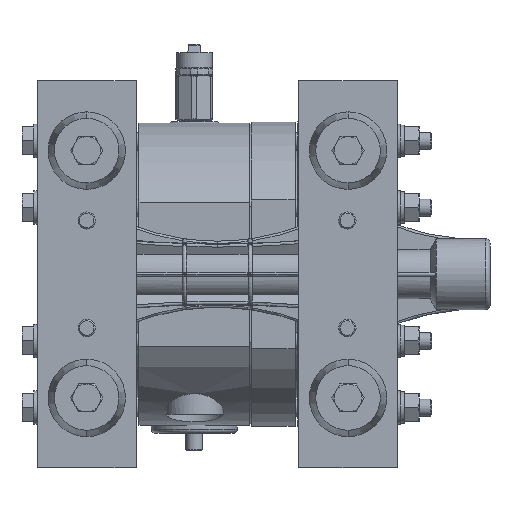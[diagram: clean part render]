
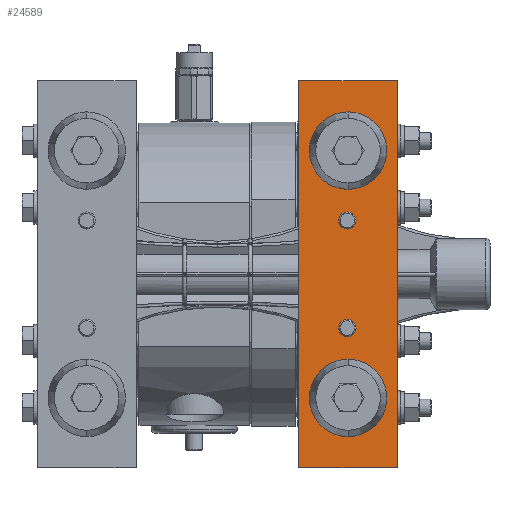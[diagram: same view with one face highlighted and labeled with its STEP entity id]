
A CAD part, front view. The second image highlights one B-rep face of the part: STEP entity #24589.
In plain terms, the highlighted planar face has unit normal (0, -1, 0).
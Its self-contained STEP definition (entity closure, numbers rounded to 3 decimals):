
#17161 = CARTESIAN_POINT ( 'NONE',  ( 97., -141.5, -39.5 ) ) ;
#17162 = DIRECTION ( 'NONE',  ( 0., 0., 1. ) ) ;
#17163 = DIRECTION ( 'NONE',  ( 0., 1., 0. ) ) ;
#17164 = CARTESIAN_POINT ( 'NONE',  ( 97., -141.5, -57.5 ) ) ;
#17165 = AXIS2_PLACEMENT_3D ( 'NONE', #17164, #17163, #17162 ) ;
#17166 = CIRCLE ( 'NONE', #17165, 18. ) ;
#17167 = CARTESIAN_POINT ( 'NONE',  ( 97., -141.5, -75.5 ) ) ;
#17197 = CARTESIAN_POINT ( 'NONE',  ( 97., -141.5, 75.5 ) ) ;
#17198 = DIRECTION ( 'NONE',  ( 0., 0., 1. ) ) ;
#17199 = DIRECTION ( 'NONE',  ( 0., 1., 0. ) ) ;
#17200 = CARTESIAN_POINT ( 'NONE',  ( 97., -141.5, 57.5 ) ) ;
#17201 = AXIS2_PLACEMENT_3D ( 'NONE', #17200, #17199, #17198 ) ;
#17202 = CIRCLE ( 'NONE', #17201, 18. ) ;
#17203 = CARTESIAN_POINT ( 'NONE',  ( 97., -141.5, 39.5 ) ) ;
#17210 = CARTESIAN_POINT ( 'NONE',  ( 92.7, -141.5, 25. ) ) ;
#17232 = CARTESIAN_POINT ( 'NONE',  ( 100.7, -141.5, -25. ) ) ;
#17233 = DIRECTION ( 'NONE',  ( 0., 0., 1. ) ) ;
#17234 = DIRECTION ( 'NONE',  ( 0., 1., 0. ) ) ;
#17235 = CARTESIAN_POINT ( 'NONE',  ( 96.7, -141.5, -25. ) ) ;
#17236 = AXIS2_PLACEMENT_3D ( 'NONE', #17235, #17234, #17233 ) ;
#17237 = CIRCLE ( 'NONE', #17236, 4. ) ;
#17238 = CARTESIAN_POINT ( 'NONE',  ( 92.7, -141.5, -25. ) ) ;
#17294 = CARTESIAN_POINT ( 'NONE',  ( 100.7, -141.5, 25. ) ) ;
#17295 = DIRECTION ( 'NONE',  ( 0., 0., 1. ) ) ;
#17296 = DIRECTION ( 'NONE',  ( 0., 1., 0. ) ) ;
#17297 = CARTESIAN_POINT ( 'NONE',  ( 96.7, -141.5, 25. ) ) ;
#17298 = AXIS2_PLACEMENT_3D ( 'NONE', #17297, #17296, #17295 ) ;
#17299 = CIRCLE ( 'NONE', #17298, 4. ) ;
#23542 = EDGE_CURVE ( 'NONE', #23544, #23546, #42107, .T. ) ;
#23544 = VERTEX_POINT ( 'NONE', #42099 ) ;
#23546 = VERTEX_POINT ( 'NONE', #42098 ) ;
#23565 = EDGE_CURVE ( 'NONE', #23566, #23596, #42172, .T. ) ;
#23566 = VERTEX_POINT ( 'NONE', #42154 ) ;
#23595 = EDGE_CURVE ( 'NONE', #23546, #23596, #42227, .T. ) ;
#23596 = VERTEX_POINT ( 'NONE', #42223 ) ;
#23957 = EDGE_CURVE ( 'NONE', #23544, #23566, #43569, .T. ) ;
#24589 = ADVANCED_FACE ( 'NONE', ( #44914, #44913, #44912, #44911, #44910 ), #44909, .F. ) ;
#24590 = EDGE_LOOP ( 'NONE', ( #24591, #24592 ) ) ;
#24591 = ORIENTED_EDGE ( 'NONE', *, *, #61425, .T. ) ;
#24592 = ORIENTED_EDGE ( 'NONE', *, *, #24593, .T. ) ;
#24593 = EDGE_CURVE ( 'NONE', #61324, #61428, #44904, .T. ) ;
#24595 = EDGE_LOOP ( 'NONE', ( #24597, #24600 ) ) ;
#24597 = ORIENTED_EDGE ( 'NONE', *, *, #61306, .T. ) ;
#24600 = ORIENTED_EDGE ( 'NONE', *, *, #24602, .T. ) ;
#24602 = EDGE_CURVE ( 'NONE', #61304, #61308, #44953, .T. ) ;
#24603 = EDGE_LOOP ( 'NONE', ( #24605, #24607, #24610, #24647 ) ) ;
#24605 = ORIENTED_EDGE ( 'NONE', *, *, #23565, .T. ) ;
#24607 = ORIENTED_EDGE ( 'NONE', *, *, #23595, .F. ) ;
#24610 = ORIENTED_EDGE ( 'NONE', *, *, #23542, .F. ) ;
#24647 = ORIENTED_EDGE ( 'NONE', *, *, #23957, .T. ) ;
#24648 = EDGE_LOOP ( 'NONE', ( #24649, #24652 ) ) ;
#24649 = ORIENTED_EDGE ( 'NONE', *, *, #61336, .T. ) ;
#24652 = ORIENTED_EDGE ( 'NONE', *, *, #24654, .T. ) ;
#24654 = EDGE_CURVE ( 'NONE', #61332, #61339, #45021, .T. ) ;
#24655 = EDGE_LOOP ( 'NONE', ( #24656, #24658 ) ) ;
#24656 = ORIENTED_EDGE ( 'NONE', *, *, #61366, .T. ) ;
#24658 = ORIENTED_EDGE ( 'NONE', *, *, #24660, .T. ) ;
#24660 = EDGE_CURVE ( 'NONE', #61362, #61367, #45013, .T. ) ;
#42098 = CARTESIAN_POINT ( 'NONE',  ( 120., -141.5, -90. ) ) ;
#42099 = CARTESIAN_POINT ( 'NONE',  ( 120., -141.5, 90. ) ) ;
#42100 = DIRECTION ( 'NONE',  ( 0., 0., -1. ) ) ;
#42101 = VECTOR ( 'NONE', #42100, 1000. ) ;
#42102 = CARTESIAN_POINT ( 'NONE',  ( 120., -141.5, 0. ) ) ;
#42107 = LINE ( 'NONE', #42102, #42101 ) ;
#42154 = CARTESIAN_POINT ( 'NONE',  ( 74., -141.5, 90. ) ) ;
#42155 = DIRECTION ( 'NONE',  ( 0., 0., -1. ) ) ;
#42170 = VECTOR ( 'NONE', #42155, 1000. ) ;
#42171 = CARTESIAN_POINT ( 'NONE',  ( 74., -141.5, 0. ) ) ;
#42172 = LINE ( 'NONE', #42171, #42170 ) ;
#42223 = CARTESIAN_POINT ( 'NONE',  ( 74., -141.5, -90. ) ) ;
#42224 = DIRECTION ( 'NONE',  ( -1., 0., 0. ) ) ;
#42225 = VECTOR ( 'NONE', #42224, 1000. ) ;
#42226 = CARTESIAN_POINT ( 'NONE',  ( 120., -141.5, -90. ) ) ;
#42227 = LINE ( 'NONE', #42226, #42225 ) ;
#43566 = DIRECTION ( 'NONE',  ( -1., 0., 0. ) ) ;
#43567 = VECTOR ( 'NONE', #43566, 1000. ) ;
#43568 = CARTESIAN_POINT ( 'NONE',  ( 120., -141.5, 90. ) ) ;
#43569 = LINE ( 'NONE', #43568, #43567 ) ;
#44900 = DIRECTION ( 'NONE',  ( 0., 0., 1. ) ) ;
#44901 = DIRECTION ( 'NONE',  ( 0., 1., 0. ) ) ;
#44902 = CARTESIAN_POINT ( 'NONE',  ( 96.7, -141.5, 25. ) ) ;
#44903 = AXIS2_PLACEMENT_3D ( 'NONE', #44902, #44901, #44900 ) ;
#44904 = CIRCLE ( 'NONE', #44903, 4. ) ;
#44905 = DIRECTION ( 'NONE',  ( 1., 0., 0. ) ) ;
#44906 = DIRECTION ( 'NONE',  ( 0., 1., 0. ) ) ;
#44907 = CARTESIAN_POINT ( 'NONE',  ( 120., -141.5, 0. ) ) ;
#44908 = AXIS2_PLACEMENT_3D ( 'NONE', #44907, #44906, #44905 ) ;
#44909 = PLANE ( 'NONE',  #44908 ) ;
#44910 = FACE_BOUND ( 'NONE', #24655, .T. ) ;
#44911 = FACE_BOUND ( 'NONE', #24648, .T. ) ;
#44912 = FACE_OUTER_BOUND ( 'NONE', #24603, .T. ) ;
#44913 = FACE_BOUND ( 'NONE', #24595, .T. ) ;
#44914 = FACE_BOUND ( 'NONE', #24590, .T. ) ;
#44949 = DIRECTION ( 'NONE',  ( 0., 0., 1. ) ) ;
#44950 = DIRECTION ( 'NONE',  ( 0., 1., 0. ) ) ;
#44951 = CARTESIAN_POINT ( 'NONE',  ( 97., -141.5, -57.5 ) ) ;
#44952 = AXIS2_PLACEMENT_3D ( 'NONE', #44951, #44950, #44949 ) ;
#44953 = CIRCLE ( 'NONE', #44952, 18. ) ;
#45009 = DIRECTION ( 'NONE',  ( 0., 0., 1. ) ) ;
#45010 = DIRECTION ( 'NONE',  ( 0., 1., 0. ) ) ;
#45011 = CARTESIAN_POINT ( 'NONE',  ( 96.7, -141.5, -25. ) ) ;
#45012 = AXIS2_PLACEMENT_3D ( 'NONE', #45011, #45010, #45009 ) ;
#45013 = CIRCLE ( 'NONE', #45012, 4. ) ;
#45017 = DIRECTION ( 'NONE',  ( 0., 0., 1. ) ) ;
#45018 = DIRECTION ( 'NONE',  ( 0., 1., 0. ) ) ;
#45019 = CARTESIAN_POINT ( 'NONE',  ( 97., -141.5, 57.5 ) ) ;
#45020 = AXIS2_PLACEMENT_3D ( 'NONE', #45019, #45018, #45017 ) ;
#45021 = CIRCLE ( 'NONE', #45020, 18. ) ;
#61304 = VERTEX_POINT ( 'NONE', #17167 ) ;
#61306 = EDGE_CURVE ( 'NONE', #61308, #61304, #17166, .T. ) ;
#61308 = VERTEX_POINT ( 'NONE', #17161 ) ;
#61324 = VERTEX_POINT ( 'NONE', #17210 ) ;
#61332 = VERTEX_POINT ( 'NONE', #17203 ) ;
#61336 = EDGE_CURVE ( 'NONE', #61339, #61332, #17202, .T. ) ;
#61339 = VERTEX_POINT ( 'NONE', #17197 ) ;
#61362 = VERTEX_POINT ( 'NONE', #17238 ) ;
#61366 = EDGE_CURVE ( 'NONE', #61367, #61362, #17237, .T. ) ;
#61367 = VERTEX_POINT ( 'NONE', #17232 ) ;
#61425 = EDGE_CURVE ( 'NONE', #61428, #61324, #17299, .T. ) ;
#61428 = VERTEX_POINT ( 'NONE', #17294 ) ;
